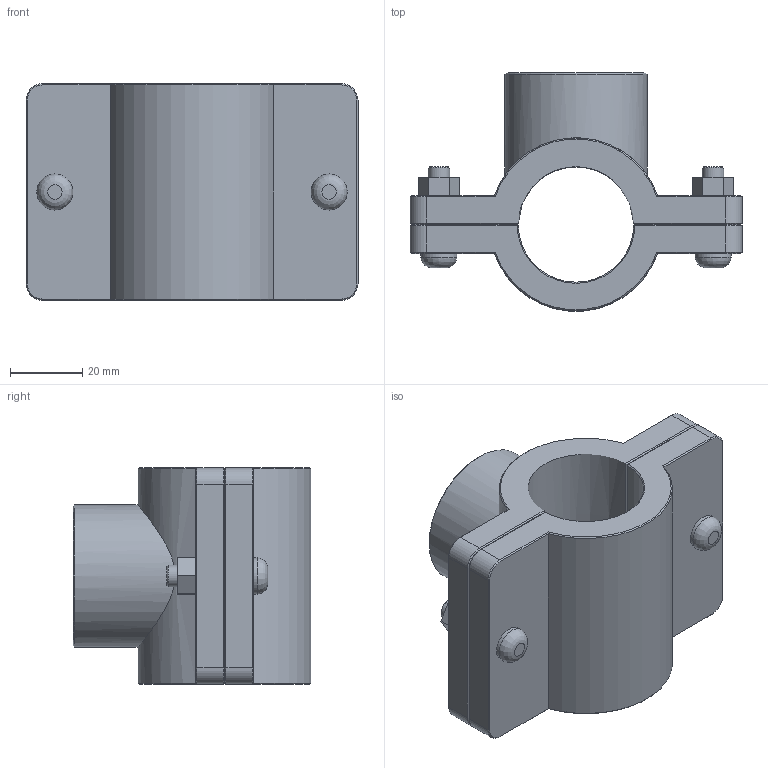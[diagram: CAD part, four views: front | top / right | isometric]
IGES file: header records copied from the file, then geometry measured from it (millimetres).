
Global section: file name: 160760032010_160860032010.ipt; native system: Autodesk Inventor 2015; preprocessor: unknown; author: KIM; date: 20170618.093444; units: millimetre
Bounding box: 92 x 65.92 x 60 mm (x, y, z)
Volume: 111947.7 mm3; surface area: 35513.2 mm2
Topology: 1 solids, 1 shells, 113 faces, 263 edges, 162 vertices
Faces by surface type: plane 64, cone 23, cylinder 17, revolution 9
Full cylindrical faces by diameter (mm): 6 x2, 10 x4, 39.378 x1
